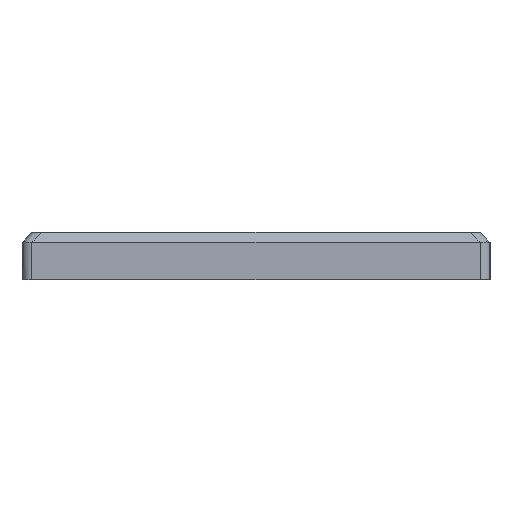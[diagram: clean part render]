
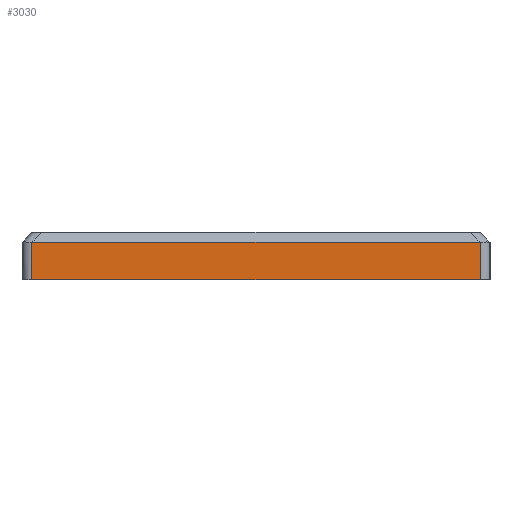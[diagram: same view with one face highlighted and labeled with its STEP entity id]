
A CAD part, left-side view. The second image highlights one B-rep face of the part: STEP entity #3030.
In plain terms, the highlighted planar face has unit normal (-1, 0, 0).
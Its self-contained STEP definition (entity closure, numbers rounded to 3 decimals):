
#196=PLANE('',#3355);
#363=FACE_OUTER_BOUND('',#551,.T.);
#551=EDGE_LOOP('',(#2842,#2843,#2844,#2845));
#741=LINE('',#4445,#1013);
#945=LINE('',#5333,#1217);
#948=LINE('',#5351,#1220);
#972=LINE('',#5485,#1244);
#1013=VECTOR('',#3553,10.);
#1217=VECTOR('',#4157,10.);
#1220=VECTOR('',#4164,10.);
#1244=VECTOR('',#4232,10.);
#1308=VERTEX_POINT('',#4436);
#1309=VERTEX_POINT('',#4444);
#1518=VERTEX_POINT('',#5300);
#1520=VERTEX_POINT('',#5350);
#1617=EDGE_CURVE('',#1308,#1309,#741,.F.);
#1933=EDGE_CURVE('',#1518,#1308,#945,.T.);
#1936=EDGE_CURVE('',#1309,#1520,#948,.T.);
#1970=EDGE_CURVE('',#1520,#1518,#972,.T.);
#2842=ORIENTED_EDGE('',*,*,#1933,.F.);
#2843=ORIENTED_EDGE('',*,*,#1970,.F.);
#2844=ORIENTED_EDGE('',*,*,#1936,.F.);
#2845=ORIENTED_EDGE('',*,*,#1617,.F.);
#3030=ADVANCED_FACE('',(#363),#196,.T.);
#3355=AXIS2_PLACEMENT_3D('',#5496,#4250,#4251);
#3553=DIRECTION('',(0.,-1.,0.));
#4157=DIRECTION('',(0.,0.,-1.));
#4164=DIRECTION('',(0.,0.,1.));
#4232=DIRECTION('',(0.,-1.,0.));
#4250=DIRECTION('center_axis',(-1.,0.,0.));
#4251=DIRECTION('ref_axis',(0.,-1.,0.));
#4436=CARTESIAN_POINT('',(-9.5,-83.7,5.));
#4444=CARTESIAN_POINT('',(-9.5,7.5,5.));
#4445=CARTESIAN_POINT('',(-9.5,-15.05,5.));
#5300=CARTESIAN_POINT('',(-9.5,-83.7,12.6));
#5333=CARTESIAN_POINT('',(-9.5,-83.7,12.6));
#5350=CARTESIAN_POINT('',(-9.5,7.5,12.6));
#5351=CARTESIAN_POINT('',(-9.5,7.5,5.));
#5485=CARTESIAN_POINT('',(-9.5,-15.05,12.6));
#5496=CARTESIAN_POINT('Origin',(-9.5,8.,6.6));
